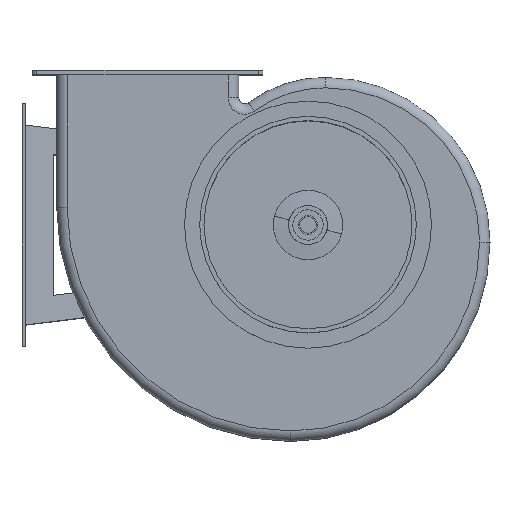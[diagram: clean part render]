
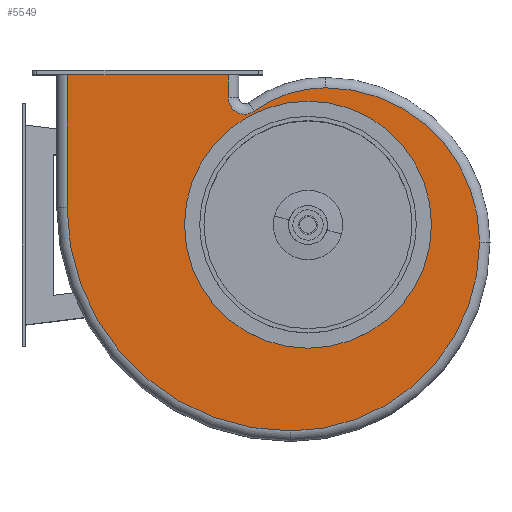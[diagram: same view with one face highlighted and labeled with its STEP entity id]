
A CAD part, top view. The second image highlights one B-rep face of the part: STEP entity #5549.
In plain terms, the highlighted planar face has unit normal (0, 0, 1).
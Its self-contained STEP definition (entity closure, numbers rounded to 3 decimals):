
#165 = ORIENTED_EDGE ( 'NONE', *, *, #6969, .T. ) ;
#1034 = CARTESIAN_POINT ( 'NONE',  ( -20., 20., 166. ) ) ;
#1136 = ORIENTED_EDGE ( 'NONE', *, *, #20711, .F. ) ;
#2493 = EDGE_CURVE ( 'NONE', #47650, #11674, #7001, .T. ) ;
#2683 = CARTESIAN_POINT ( 'NONE',  ( 198., -20., 166. ) ) ;
#3114 = LINE ( 'NONE', #33218, #8111 ) ;
#4200 = ORIENTED_EDGE ( 'NONE', *, *, #2493, .T. ) ;
#4923 = DIRECTION ( 'NONE',  ( 1., 0., 0. ) ) ;
#5089 = CARTESIAN_POINT ( 'NONE',  ( 20., -20., 166. ) ) ;
#5396 = CARTESIAN_POINT ( 'NONE',  ( -278., 20., 166. ) ) ;
#5549 = ADVANCED_FACE ( 'NONE', ( #7444, #35795 ), #41973, .T. ) ;
#6969 = EDGE_CURVE ( 'NONE', #31483, #45053, #52053, .T. ) ;
#7001 = CIRCLE ( 'NONE', #14715, 218. ) ;
#7444 = FACE_BOUND ( 'NONE', #23296, .T. ) ;
#8081 = CARTESIAN_POINT ( 'NONE',  ( -92., 146.491, 166. ) ) ;
#8111 = VECTOR ( 'NONE', #49208, 1000. ) ;
#8605 = DIRECTION ( 'NONE',  ( 0., 1., 0. ) ) ;
#8860 = DIRECTION ( 'NONE',  ( 0., 0., 1. ) ) ;
#8934 = DIRECTION ( 'NONE',  ( 0., 0., 1. ) ) ;
#11021 = AXIS2_PLACEMENT_3D ( 'NONE', #30854, #18958, #35068 ) ;
#11326 = DIRECTION ( 'NONE',  ( 0., 0., 1. ) ) ;
#11674 = VERTEX_POINT ( 'NONE', #2683 ) ;
#12559 = CARTESIAN_POINT ( 'NONE',  ( 20., 20., 166. ) ) ;
#13553 = EDGE_CURVE ( 'NONE', #45053, #14315, #42827, .T. ) ;
#14315 = VERTEX_POINT ( 'NONE', #8081 ) ;
#14715 = AXIS2_PLACEMENT_3D ( 'NONE', #19006, #11326, #35787 ) ;
#15984 = DIRECTION ( 'NONE',  ( 0., 0., 1. ) ) ;
#16114 = CIRCLE ( 'NONE', #16575, 258. ) ;
#16575 = AXIS2_PLACEMENT_3D ( 'NONE', #1034, #8934, #4923 ) ;
#16662 = CARTESIAN_POINT ( 'NONE',  ( -92., 167., 166. ) ) ;
#17534 = CARTESIAN_POINT ( 'NONE',  ( -92., 173., 166. ) ) ;
#18378 = EDGE_CURVE ( 'NONE', #11674, #31483, #50273, .T. ) ;
#18573 = EDGE_LOOP ( 'NONE', ( #37661, #1136, #50618, #35462, #4200, #26603, #165, #31930 ) ) ;
#18958 = DIRECTION ( 'NONE',  ( 0., 0., 1. ) ) ;
#19006 = CARTESIAN_POINT ( 'NONE',  ( -20., -20., 166. ) ) ;
#19127 = VECTOR ( 'NONE', #19783, 1000. ) ;
#19442 = EDGE_CURVE ( 'NONE', #28633, #47650, #16114, .T. ) ;
#19783 = DIRECTION ( 'NONE',  ( 1., 0., 0. ) ) ;
#20711 = EDGE_CURVE ( 'NONE', #29295, #26764, #29918, .T. ) ;
#21439 = AXIS2_PLACEMENT_3D ( 'NONE', #49979, #38513, #34508 ) ;
#21895 = CARTESIAN_POINT ( 'NONE',  ( -20., 20., 166. ) ) ;
#21960 = VECTOR ( 'NONE', #8605, 1000. ) ;
#23093 = EDGE_CURVE ( 'NONE', #48604, #23796, #31007, .T. ) ;
#23296 = EDGE_LOOP ( 'NONE', ( #30378, #36133 ) ) ;
#23796 = VERTEX_POINT ( 'NONE', #44362 ) ;
#24719 = CARTESIAN_POINT ( 'NONE',  ( -61.745, 131.183, 166. ) ) ;
#26064 = AXIS2_PLACEMENT_3D ( 'NONE', #5089, #29876, #45157 ) ;
#26603 = ORIENTED_EDGE ( 'NONE', *, *, #18378, .T. ) ;
#26764 = VERTEX_POINT ( 'NONE', #17534 ) ;
#28633 = VERTEX_POINT ( 'NONE', #5396 ) ;
#29295 = VERTEX_POINT ( 'NONE', #38327 ) ;
#29695 = DIRECTION ( 'NONE',  ( 1., 0., 0. ) ) ;
#29876 = DIRECTION ( 'NONE',  ( 0., 0., 1. ) ) ;
#29918 = LINE ( 'NONE', #44295, #19127 ) ;
#30209 = CARTESIAN_POINT ( 'NONE',  ( -20., -238., 166. ) ) ;
#30378 = ORIENTED_EDGE ( 'NONE', *, *, #23093, .F. ) ;
#30854 = CARTESIAN_POINT ( 'NONE',  ( 0., 0., 166. ) ) ;
#31007 = CIRCLE ( 'NONE', #11021, 142.5 ) ;
#31105 = EDGE_CURVE ( 'NONE', #14315, #26764, #32719, .T. ) ;
#31483 = VERTEX_POINT ( 'NONE', #38000 ) ;
#31729 = CARTESIAN_POINT ( 'NONE',  ( 0., 0., 166. ) ) ;
#31930 = ORIENTED_EDGE ( 'NONE', *, *, #13553, .T. ) ;
#32426 = AXIS2_PLACEMENT_3D ( 'NONE', #31729, #15984, #44158 ) ;
#32513 = EDGE_CURVE ( 'NONE', #29295, #28633, #3114, .T. ) ;
#32719 = LINE ( 'NONE', #16662, #21960 ) ;
#33218 = CARTESIAN_POINT ( 'NONE',  ( -278., 20., 166. ) ) ;
#33409 = DIRECTION ( 'NONE',  ( 0., 0., 1. ) ) ;
#34508 = DIRECTION ( 'NONE',  ( 1., 0., 0. ) ) ;
#35068 = DIRECTION ( 'NONE',  ( 1., 0., 0. ) ) ;
#35462 = ORIENTED_EDGE ( 'NONE', *, *, #19442, .T. ) ;
#35494 = CIRCLE ( 'NONE', #32426, 142.5 ) ;
#35787 = DIRECTION ( 'NONE',  ( 1., 0., 0. ) ) ;
#35795 = FACE_OUTER_BOUND ( 'NONE', #18573, .T. ) ;
#36133 = ORIENTED_EDGE ( 'NONE', *, *, #48608, .F. ) ;
#37661 = ORIENTED_EDGE ( 'NONE', *, *, #31105, .T. ) ;
#38000 = CARTESIAN_POINT ( 'NONE',  ( 20., 158., 166. ) ) ;
#38327 = CARTESIAN_POINT ( 'NONE',  ( -278., 173., 166. ) ) ;
#38513 = DIRECTION ( 'NONE',  ( 0., 0., -1. ) ) ;
#41973 = PLANE ( 'NONE',  #49619 ) ;
#42827 = CIRCLE ( 'NONE', #21439, 19. ) ;
#43631 = CARTESIAN_POINT ( 'NONE',  ( -142.5, 0., 166. ) ) ;
#44158 = DIRECTION ( 'NONE',  ( 1., 0., 0. ) ) ;
#44295 = CARTESIAN_POINT ( 'NONE',  ( -92., 173., 166. ) ) ;
#44362 = CARTESIAN_POINT ( 'NONE',  ( 142.5, 0., 166. ) ) ;
#45053 = VERTEX_POINT ( 'NONE', #24719 ) ;
#45095 = DIRECTION ( 'NONE',  ( 1., 0., 0. ) ) ;
#45157 = DIRECTION ( 'NONE',  ( 1., 0., 0. ) ) ;
#47650 = VERTEX_POINT ( 'NONE', #30209 ) ;
#48328 = AXIS2_PLACEMENT_3D ( 'NONE', #12559, #8860, #45095 ) ;
#48604 = VERTEX_POINT ( 'NONE', #43631 ) ;
#48608 = EDGE_CURVE ( 'NONE', #23796, #48604, #35494, .T. ) ;
#49208 = DIRECTION ( 'NONE',  ( 0., -1., 0. ) ) ;
#49619 = AXIS2_PLACEMENT_3D ( 'NONE', #21895, #33409, #29695 ) ;
#49979 = CARTESIAN_POINT ( 'NONE',  ( -73., 146.491, 166. ) ) ;
#50273 = CIRCLE ( 'NONE', #26064, 178. ) ;
#50618 = ORIENTED_EDGE ( 'NONE', *, *, #32513, .T. ) ;
#52053 = CIRCLE ( 'NONE', #48328, 138. ) ;
